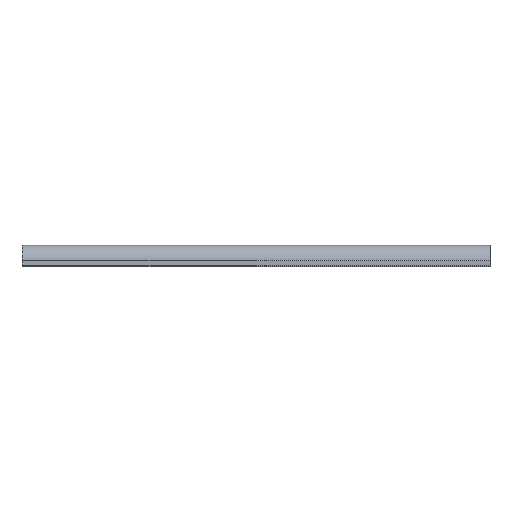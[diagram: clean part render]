
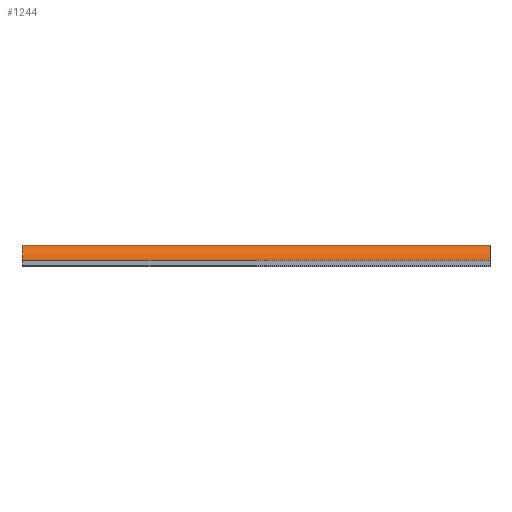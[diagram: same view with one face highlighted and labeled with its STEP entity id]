
A CAD part, top view. The second image highlights one B-rep face of the part: STEP entity #1244.
In plain terms, the highlighted cylindrical face has radius 32 mm (diameter 64 mm), a partial arc.
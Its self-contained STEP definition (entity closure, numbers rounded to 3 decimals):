
#93=FACE_OUTER_BOUND('',#156,.T.);
#156=EDGE_LOOP('',(#938,#939,#940,#941));
#257=LINE('',#1888,#404);
#258=LINE('',#1894,#405);
#404=VECTOR('',#1534,1.);
#405=VECTOR('',#1541,1.);
#513=CIRCLE('',#1330,32.);
#514=CIRCLE('',#1331,32.);
#580=VERTEX_POINT('',#1882);
#582=VERTEX_POINT('',#1886);
#583=VERTEX_POINT('',#1890);
#584=VERTEX_POINT('',#1892);
#729=EDGE_CURVE('',#580,#582,#257,.T.);
#730=EDGE_CURVE('',#580,#583,#513,.T.);
#731=EDGE_CURVE('',#584,#582,#514,.T.);
#732=EDGE_CURVE('',#583,#584,#258,.T.);
#938=ORIENTED_EDGE('',*,*,#730,.F.);
#939=ORIENTED_EDGE('',*,*,#729,.T.);
#940=ORIENTED_EDGE('',*,*,#731,.F.);
#941=ORIENTED_EDGE('',*,*,#732,.F.);
#1210=CYLINDRICAL_SURFACE('',#1329,32.);
#1244=ADVANCED_FACE('',(#93),#1210,.T.);
#1329=AXIS2_PLACEMENT_3D('',#1889,#1535,#1536);
#1330=AXIS2_PLACEMENT_3D('',#1891,#1537,#1538);
#1331=AXIS2_PLACEMENT_3D('',#1893,#1539,#1540);
#1534=DIRECTION('',(1.,0.,0.));
#1535=DIRECTION('center_axis',(1.,0.,0.));
#1536=DIRECTION('ref_axis',(0.,0.,1.));
#1537=DIRECTION('center_axis',(-1.,0.,0.));
#1538=DIRECTION('ref_axis',(0.,0.,1.));
#1539=DIRECTION('center_axis',(1.,0.,0.));
#1540=DIRECTION('ref_axis',(0.,0.,1.));
#1541=DIRECTION('',(1.,0.,0.));
#1882=CARTESIAN_POINT('',(0.,-9.5,22.583));
#1886=CARTESIAN_POINT('',(1000.,-9.5,22.583));
#1888=CARTESIAN_POINT('',(0.,-9.5,22.583));
#1889=CARTESIAN_POINT('Origin',(0.,-9.5,-9.417));
#1890=CARTESIAN_POINT('',(0.,22.5,-9.417));
#1891=CARTESIAN_POINT('Origin',(0.,-9.5,-9.417));
#1892=CARTESIAN_POINT('',(1000.,22.5,-9.417));
#1893=CARTESIAN_POINT('Origin',(1000.,-9.5,-9.417));
#1894=CARTESIAN_POINT('',(0.,22.5,-9.417));
